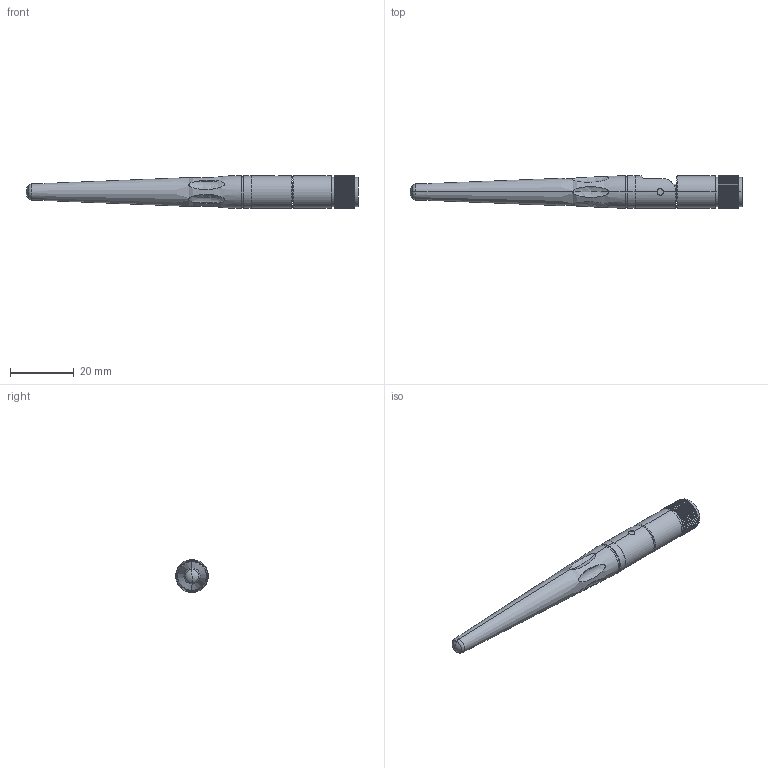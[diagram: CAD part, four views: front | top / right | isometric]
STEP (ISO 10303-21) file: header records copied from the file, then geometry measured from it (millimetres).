
FILE_DESCRIPTION (( 'STEP AP214' ), '1' );
FILE_NAME ('HG2402RD-RSF_3D.STEP', '2022-03-09T14:00:20', ( '' ), ( '' ), 'SwSTEP 2.0', 'SolidWorks 2021', '' );
FILE_SCHEMA (( 'AUTOMOTIVE_DESIGN' ));
Length unit declared in the file: inch
Products named in the file (3): HG2402RD-RSF_SWIVEL; HG2402RD-RSF_3D; HG2402RD-RSF_ANTENNA
Assembly tree (2 placements, depth 2):
  HG2402RD-RSF_3D
    HG2402RD-RSF_ANTENNA
    HG2402RD-RSF_SWIVEL
Bounding box: 104.04 x 10.34 x 10.34 mm (x, y, z)
Volume: 5672.3 mm3; surface area: 3691.7 mm2
Topology: 3 solids, 3 shells, 321 faces, 847 edges, 549 vertices
Faces by surface type: plane 150, cylinder 123, cone 26, torus 20, sphere 2
Entity records: 14554 total; most frequent: CARTESIAN_POINT 2231, DIRECTION 1759, ORIENTED_EDGE 1694, EDGE_CURVE 847, AXIS2_PLACEMENT_3D 609, VERTEX_POINT 549, VECTOR 541, LINE 541
